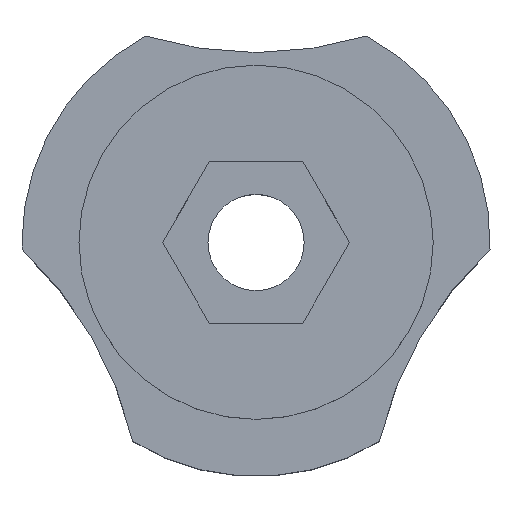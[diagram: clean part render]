
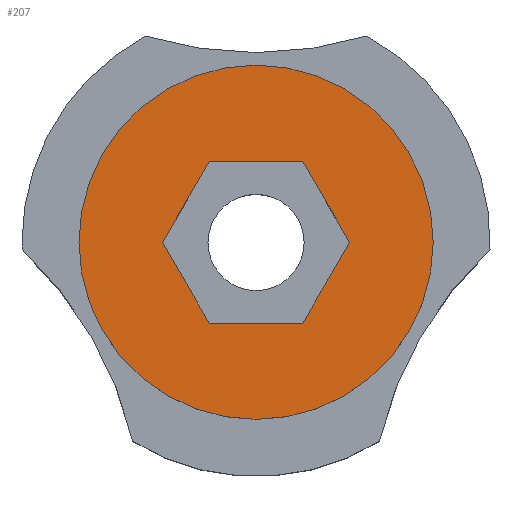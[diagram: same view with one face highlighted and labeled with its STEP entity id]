
A CAD part, top view. The second image highlights one B-rep face of the part: STEP entity #207.
In plain terms, the highlighted planar face has unit normal (0, 0, 1).
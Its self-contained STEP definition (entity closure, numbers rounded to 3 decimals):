
#7 = CARTESIAN_POINT ( 'NONE',  ( 3.695, 0., 8. ) ) ;
#8 = CARTESIAN_POINT ( 'NONE',  ( 1.848, -3.2, 8. ) ) ;
#14 = ORIENTED_EDGE ( 'NONE', *, *, #432, .T. ) ;
#15 = EDGE_CURVE ( 'NONE', #698, #324, #225, .T. ) ;
#23 = VERTEX_POINT ( 'NONE', #42 ) ;
#25 = ORIENTED_EDGE ( 'NONE', *, *, #528, .F. ) ;
#42 = CARTESIAN_POINT ( 'NONE',  ( -7., 0., 8. ) ) ;
#51 = DIRECTION ( 'NONE',  ( 0.5, 0.866, 0. ) ) ;
#52 = EDGE_LOOP ( 'NONE', ( #452, #691, #525, #540, #355, #25 ) ) ;
#88 = AXIS2_PLACEMENT_3D ( 'NONE', #567, #597, #551 ) ;
#89 = AXIS2_PLACEMENT_3D ( 'NONE', #395, #298, #645 ) ;
#90 = DIRECTION ( 'NONE',  ( 1., 0., 0. ) ) ;
#124 = LINE ( 'NONE', #134, #477 ) ;
#127 = CARTESIAN_POINT ( 'NONE',  ( -3.695, 0., 8. ) ) ;
#131 = CARTESIAN_POINT ( 'NONE',  ( -1.848, -3.2, 8. ) ) ;
#134 = CARTESIAN_POINT ( 'NONE',  ( -1.848, 3.2, 8. ) ) ;
#142 = CARTESIAN_POINT ( 'NONE',  ( 3.695, 0., 8. ) ) ;
#170 = CARTESIAN_POINT ( 'NONE',  ( -1.848, -3.2, 8. ) ) ;
#178 = DIRECTION ( 'NONE',  ( 1., 0., 0. ) ) ;
#184 = CARTESIAN_POINT ( 'NONE',  ( 7., 0., 8. ) ) ;
#200 = CARTESIAN_POINT ( 'NONE',  ( -1.848, 3.2, 8. ) ) ;
#204 = FACE_BOUND ( 'NONE', #52, .T. ) ;
#207 = ADVANCED_FACE ( 'NONE', ( #397, #204 ), #704, .T. ) ;
#225 = LINE ( 'NONE', #615, #520 ) ;
#240 = CARTESIAN_POINT ( 'NONE',  ( 1.848, -3.2, 8. ) ) ;
#255 = CARTESIAN_POINT ( 'NONE',  ( 0., 0., 8. ) ) ;
#267 = DIRECTION ( 'NONE',  ( -0.5, 0.866, 0. ) ) ;
#290 = ORIENTED_EDGE ( 'NONE', *, *, #661, .T. ) ;
#298 = DIRECTION ( 'NONE',  ( 0., 0., 1. ) ) ;
#307 = VERTEX_POINT ( 'NONE', #240 ) ;
#319 = CARTESIAN_POINT ( 'NONE',  ( -3.695, 0., 8. ) ) ;
#320 = AXIS2_PLACEMENT_3D ( 'NONE', #255, #606, #178 ) ;
#324 = VERTEX_POINT ( 'NONE', #200 ) ;
#351 = VERTEX_POINT ( 'NONE', #184 ) ;
#355 = ORIENTED_EDGE ( 'NONE', *, *, #647, .F. ) ;
#369 = EDGE_LOOP ( 'NONE', ( #14, #290 ) ) ;
#395 = CARTESIAN_POINT ( 'NONE',  ( 0., 0., 8. ) ) ;
#397 = FACE_OUTER_BOUND ( 'NONE', #369, .T. ) ;
#416 = VERTEX_POINT ( 'NONE', #170 ) ;
#430 = VERTEX_POINT ( 'NONE', #142 ) ;
#432 = EDGE_CURVE ( 'NONE', #23, #351, #676, .T. ) ;
#452 = ORIENTED_EDGE ( 'NONE', *, *, #15, .F. ) ;
#477 = VECTOR ( 'NONE', #671, 1000. ) ;
#485 = VECTOR ( 'NONE', #663, 1000. ) ;
#496 = CARTESIAN_POINT ( 'NONE',  ( 1.848, 3.2, 8. ) ) ;
#515 = LINE ( 'NONE', #127, #485 ) ;
#520 = VECTOR ( 'NONE', #652, 1000. ) ;
#523 = LINE ( 'NONE', #131, #633 ) ;
#525 = ORIENTED_EDGE ( 'NONE', *, *, #548, .F. ) ;
#528 = EDGE_CURVE ( 'NONE', #324, #627, #124, .T. ) ;
#540 = ORIENTED_EDGE ( 'NONE', *, *, #626, .F. ) ;
#542 = CIRCLE ( 'NONE', #320, 7. ) ;
#548 = EDGE_CURVE ( 'NONE', #307, #430, #575, .T. ) ;
#551 = DIRECTION ( 'NONE',  ( 1., 0., 0. ) ) ;
#567 = CARTESIAN_POINT ( 'NONE',  ( 0., 0., 8. ) ) ;
#575 = LINE ( 'NONE', #8, #638 ) ;
#581 = EDGE_CURVE ( 'NONE', #430, #698, #648, .T. ) ;
#585 = VECTOR ( 'NONE', #267, 1000. ) ;
#597 = DIRECTION ( 'NONE',  ( 0., 0., 1. ) ) ;
#606 = DIRECTION ( 'NONE',  ( 0., 0., 1. ) ) ;
#615 = CARTESIAN_POINT ( 'NONE',  ( 1.848, 3.2, 8. ) ) ;
#626 = EDGE_CURVE ( 'NONE', #416, #307, #523, .T. ) ;
#627 = VERTEX_POINT ( 'NONE', #319 ) ;
#633 = VECTOR ( 'NONE', #90, 1000. ) ;
#638 = VECTOR ( 'NONE', #51, 1000. ) ;
#645 = DIRECTION ( 'NONE',  ( 1., 0., 0. ) ) ;
#647 = EDGE_CURVE ( 'NONE', #627, #416, #515, .T. ) ;
#648 = LINE ( 'NONE', #7, #585 ) ;
#652 = DIRECTION ( 'NONE',  ( -1., 0., 0. ) ) ;
#661 = EDGE_CURVE ( 'NONE', #351, #23, #542, .T. ) ;
#663 = DIRECTION ( 'NONE',  ( 0.5, -0.866, 0. ) ) ;
#671 = DIRECTION ( 'NONE',  ( -0.5, -0.866, 0. ) ) ;
#676 = CIRCLE ( 'NONE', #89, 7. ) ;
#691 = ORIENTED_EDGE ( 'NONE', *, *, #581, .F. ) ;
#698 = VERTEX_POINT ( 'NONE', #496 ) ;
#704 = PLANE ( 'NONE',  #88 ) ;
